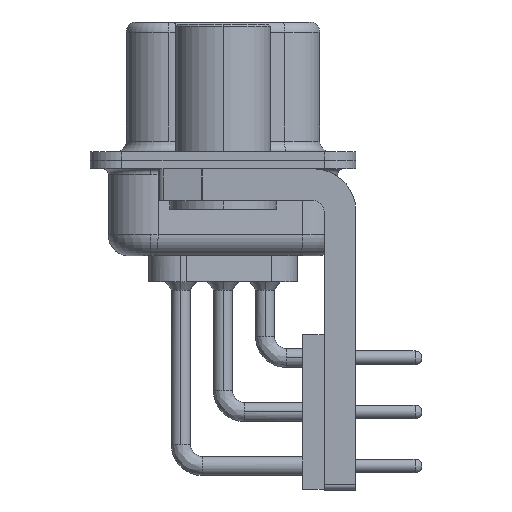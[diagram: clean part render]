
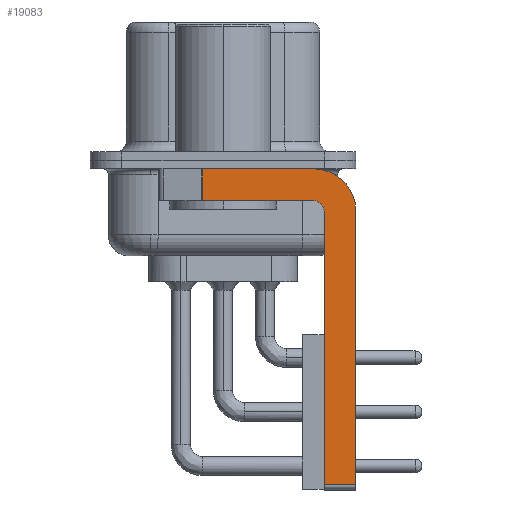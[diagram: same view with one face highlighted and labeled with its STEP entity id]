
A CAD part, left-side view. The second image highlights one B-rep face of the part: STEP entity #19083.
In plain terms, the highlighted planar face has unit normal (-1, 0, 0).
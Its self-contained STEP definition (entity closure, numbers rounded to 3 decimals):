
#13 = VERTEX_POINT ( 'NONE', #12064 ) ;
#1087 = LINE ( 'NONE', #30593, #15789 ) ;
#1363 = LINE ( 'NONE', #16623, #25271 ) ;
#1734 = ORIENTED_EDGE ( 'NONE', *, *, #17378, .F. ) ;
#2385 = EDGE_LOOP ( 'NONE', ( #39762, #24838, #3082, #16946, #1734, #10718, #3552, #9859 ) ) ;
#2856 = FACE_OUTER_BOUND ( 'NONE', #2385, .T. ) ;
#2961 = VERTEX_POINT ( 'NONE', #27136 ) ;
#3082 = ORIENTED_EDGE ( 'NONE', *, *, #15703, .F. ) ;
#3440 = LINE ( 'NONE', #37851, #27297 ) ;
#3552 = ORIENTED_EDGE ( 'NONE', *, *, #4261, .F. ) ;
#4261 = EDGE_CURVE ( 'NONE', #13, #2961, #28843, .T. ) ;
#4782 = DIRECTION ( 'NONE',  ( 1., 0., 0. ) ) ;
#5708 = CARTESIAN_POINT ( 'NONE',  ( -2.9, 0.978, -0.4 ) ) ;
#5945 = CARTESIAN_POINT ( 'NONE',  ( -2.9, -4.25, -1.9 ) ) ;
#6595 = VERTEX_POINT ( 'NONE', #27384 ) ;
#7841 = CARTESIAN_POINT ( 'NONE',  ( -2.9, -4.75, -2.4 ) ) ;
#8833 = DIRECTION ( 'NONE',  ( -1., 0., 0. ) ) ;
#9859 = ORIENTED_EDGE ( 'NONE', *, *, #15292, .F. ) ;
#10346 = CARTESIAN_POINT ( 'NONE',  ( -2.9, -4.25, -1.9 ) ) ;
#10463 = DIRECTION ( 'NONE',  ( 0., 0., -1. ) ) ;
#10552 = CARTESIAN_POINT ( 'NONE',  ( -2.9, -6.25, -2.4 ) ) ;
#10718 = ORIENTED_EDGE ( 'NONE', *, *, #21755, .T. ) ;
#11246 = CARTESIAN_POINT ( 'NONE',  ( -2.9, -4.25, -15.25 ) ) ;
#11299 = VERTEX_POINT ( 'NONE', #7841 ) ;
#11688 = VERTEX_POINT ( 'NONE', #12826 ) ;
#12064 = CARTESIAN_POINT ( 'NONE',  ( -2.9, -6.25, -2.4 ) ) ;
#12692 = AXIS2_PLACEMENT_3D ( 'NONE', #23405, #4782, #26509 ) ;
#12826 = CARTESIAN_POINT ( 'NONE',  ( -2.9, 0.978, -1.9 ) ) ;
#14948 = DIRECTION ( 'NONE',  ( 0., 0., -1. ) ) ;
#15292 = EDGE_CURVE ( 'NONE', #24034, #13, #22138, .T. ) ;
#15301 = DIRECTION ( 'NONE',  ( 1., 0., 0. ) ) ;
#15703 = EDGE_CURVE ( 'NONE', #29733, #11688, #24065, .T. ) ;
#15789 = VECTOR ( 'NONE', #14948, 1000. ) ;
#16623 = CARTESIAN_POINT ( 'NONE',  ( -2.9, 3., -0.4 ) ) ;
#16946 = ORIENTED_EDGE ( 'NONE', *, *, #23749, .F. ) ;
#17378 = EDGE_CURVE ( 'NONE', #6595, #11299, #3440, .T. ) ;
#19083 = ADVANCED_FACE ( 'NONE', ( #2856 ), #33698, .F. ) ;
#19381 = EDGE_CURVE ( 'NONE', #32087, #24034, #1363, .T. ) ;
#19396 = CARTESIAN_POINT ( 'NONE',  ( -2.9, -4.25, -0.4 ) ) ;
#19663 = DIRECTION ( 'NONE',  ( 0., 0., 1. ) ) ;
#19739 = DIRECTION ( 'NONE',  ( 0., -1., 0. ) ) ;
#21755 = EDGE_CURVE ( 'NONE', #6595, #2961, #23620, .T. ) ;
#22138 = CIRCLE ( 'NONE', #12692, 2. ) ;
#23405 = CARTESIAN_POINT ( 'NONE',  ( -2.9, -4.25, -2.4 ) ) ;
#23546 = AXIS2_PLACEMENT_3D ( 'NONE', #27389, #8833, #30456 ) ;
#23620 = LINE ( 'NONE', #11246, #24614 ) ;
#23749 = EDGE_CURVE ( 'NONE', #11299, #29733, #32188, .T. ) ;
#23786 = EDGE_CURVE ( 'NONE', #32087, #11688, #1087, .T. ) ;
#24034 = VERTEX_POINT ( 'NONE', #19396 ) ;
#24065 = LINE ( 'NONE', #10346, #32226 ) ;
#24614 = VECTOR ( 'NONE', #32814, 1000. ) ;
#24838 = ORIENTED_EDGE ( 'NONE', *, *, #23786, .T. ) ;
#25271 = VECTOR ( 'NONE', #19739, 1000. ) ;
#26509 = DIRECTION ( 'NONE',  ( 0., 0., -1. ) ) ;
#27136 = CARTESIAN_POINT ( 'NONE',  ( -2.9, -6.25, -15.25 ) ) ;
#27297 = VECTOR ( 'NONE', #19663, 1000. ) ;
#27384 = CARTESIAN_POINT ( 'NONE',  ( -2.9, -4.75, -15.25 ) ) ;
#27389 = CARTESIAN_POINT ( 'NONE',  ( -2.9, -4.25, -2.4 ) ) ;
#28843 = LINE ( 'NONE', #10552, #36899 ) ;
#28906 = DIRECTION ( 'NONE',  ( 0., 1., 0. ) ) ;
#29733 = VERTEX_POINT ( 'NONE', #5945 ) ;
#30456 = DIRECTION ( 'NONE',  ( 0., 0., 1. ) ) ;
#30593 = CARTESIAN_POINT ( 'NONE',  ( -2.9, 0.978, -1.9 ) ) ;
#32087 = VERTEX_POINT ( 'NONE', #5708 ) ;
#32188 = CIRCLE ( 'NONE', #23546, 0.5 ) ;
#32226 = VECTOR ( 'NONE', #28906, 1000. ) ;
#32814 = DIRECTION ( 'NONE',  ( 0., -1., 0. ) ) ;
#33698 = PLANE ( 'NONE',  #35173 ) ;
#35173 = AXIS2_PLACEMENT_3D ( 'NONE', #39657, #15301, #36739 ) ;
#36739 = DIRECTION ( 'NONE',  ( 0., 0., -1. ) ) ;
#36899 = VECTOR ( 'NONE', #10463, 1000. ) ;
#37851 = CARTESIAN_POINT ( 'NONE',  ( -2.9, -4.75, -15.5 ) ) ;
#39657 = CARTESIAN_POINT ( 'NONE',  ( -2.9, -4.25, -2.4 ) ) ;
#39762 = ORIENTED_EDGE ( 'NONE', *, *, #19381, .F. ) ;
